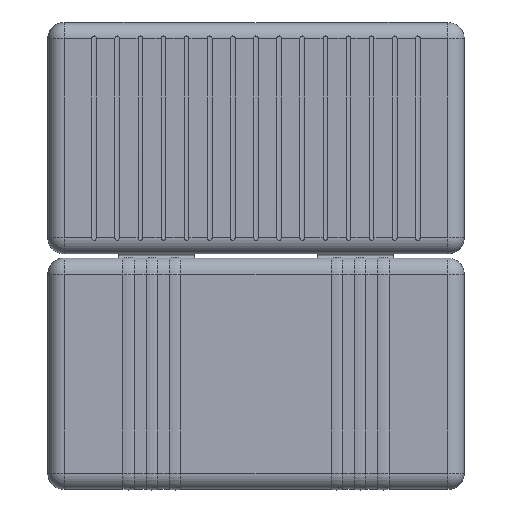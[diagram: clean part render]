
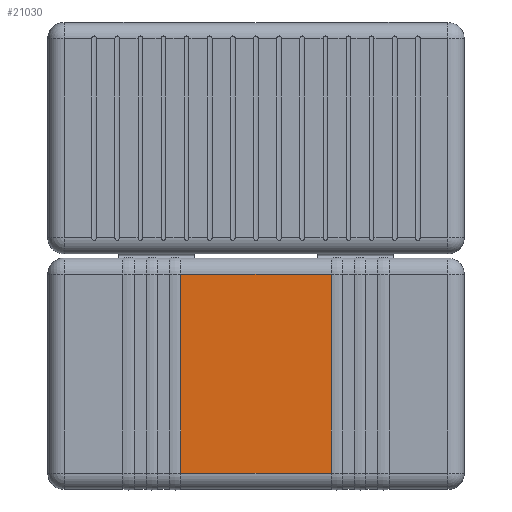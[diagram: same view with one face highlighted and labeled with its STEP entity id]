
A CAD part, front view. The second image highlights one B-rep face of the part: STEP entity #21030.
In plain terms, the highlighted planar face has unit normal (0, -1, 0).
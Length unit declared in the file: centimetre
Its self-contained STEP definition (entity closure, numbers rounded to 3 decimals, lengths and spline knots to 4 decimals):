
#776 = EDGE_CURVE ( 'NONE', #31497, #23296, #6716, .T. ) ;
#1204 = ORIENTED_EDGE ( 'NONE', *, *, #776, .T. ) ;
#1608 = VERTEX_POINT ( 'NONE', #16075 ) ;
#2717 = CARTESIAN_POINT ( 'NONE',  ( 3.25, -2.4, -4.3 ) ) ;
#4454 = CARTESIAN_POINT ( 'NONE',  ( 9., -2.4, -4.3 ) ) ;
#4562 = VECTOR ( 'NONE', #5045, 100. ) ;
#5045 = DIRECTION ( 'NONE',  ( 0., 0., 1. ) ) ;
#5643 = LINE ( 'NONE', #20253, #26607 ) ;
#6716 = LINE ( 'NONE', #4454, #23365 ) ;
#7128 = VECTOR ( 'NONE', #24895, 100. ) ;
#7233 = CARTESIAN_POINT ( 'NONE',  ( 3.25, -2.4, 4.3 ) ) ;
#7915 = LINE ( 'NONE', #22057, #4562 ) ;
#10309 = DIRECTION ( 'NONE',  ( -1., 0., 0. ) ) ;
#12867 = EDGE_CURVE ( 'NONE', #23296, #27728, #7915, .T. ) ;
#13348 = EDGE_CURVE ( 'NONE', #31497, #1608, #24595, .T. ) ;
#13902 = CARTESIAN_POINT ( 'NONE',  ( 0., -2.4, 0. ) ) ;
#14753 = ORIENTED_EDGE ( 'NONE', *, *, #12867, .T. ) ;
#14932 = CARTESIAN_POINT ( 'NONE',  ( -3.25, -2.4, -4.3 ) ) ;
#15708 = ORIENTED_EDGE ( 'NONE', *, *, #29593, .T. ) ;
#16075 = CARTESIAN_POINT ( 'NONE',  ( -3.25, -2.4, 4.3 ) ) ;
#20253 = CARTESIAN_POINT ( 'NONE',  ( -9., -2.4, 4.3 ) ) ;
#21030 = ADVANCED_FACE ( 'NONE', ( #28828 ), #23706, .T. ) ;
#21309 = EDGE_LOOP ( 'NONE', ( #15708, #22687, #1204, #14753 ) ) ;
#22057 = CARTESIAN_POINT ( 'NONE',  ( 3.25, -2.4, -4.3 ) ) ;
#22687 = ORIENTED_EDGE ( 'NONE', *, *, #13348, .F. ) ;
#23296 = VERTEX_POINT ( 'NONE', #2717 ) ;
#23365 = VECTOR ( 'NONE', #31389, 100. ) ;
#23706 = PLANE ( 'NONE',  #31513 ) ;
#24595 = LINE ( 'NONE', #14932, #7128 ) ;
#24895 = DIRECTION ( 'NONE',  ( 0., 0., 1. ) ) ;
#26607 = VECTOR ( 'NONE', #10309, 100. ) ;
#27253 = CARTESIAN_POINT ( 'NONE',  ( -3.25, -2.4, -4.3 ) ) ;
#27728 = VERTEX_POINT ( 'NONE', #7233 ) ;
#28828 = FACE_OUTER_BOUND ( 'NONE', #21309, .T. ) ;
#29593 = EDGE_CURVE ( 'NONE', #27728, #1608, #5643, .T. ) ;
#30900 = DIRECTION ( 'NONE',  ( 0., 0., -1. ) ) ;
#31056 = DIRECTION ( 'NONE',  ( 0., -1., 0. ) ) ;
#31389 = DIRECTION ( 'NONE',  ( 1., 0., 0. ) ) ;
#31497 = VERTEX_POINT ( 'NONE', #27253 ) ;
#31513 = AXIS2_PLACEMENT_3D ( 'NONE', #13902, #31056, #30900 ) ;
